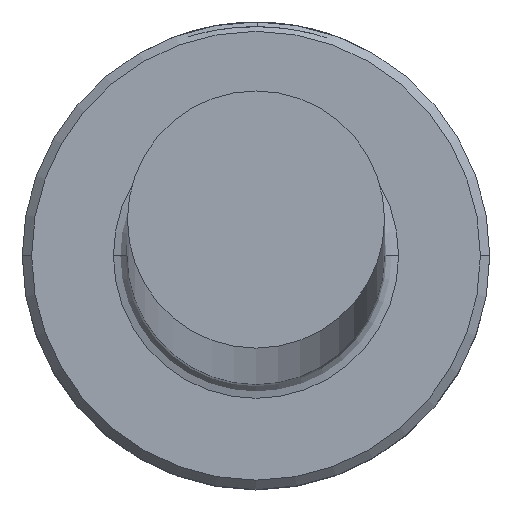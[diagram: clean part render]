
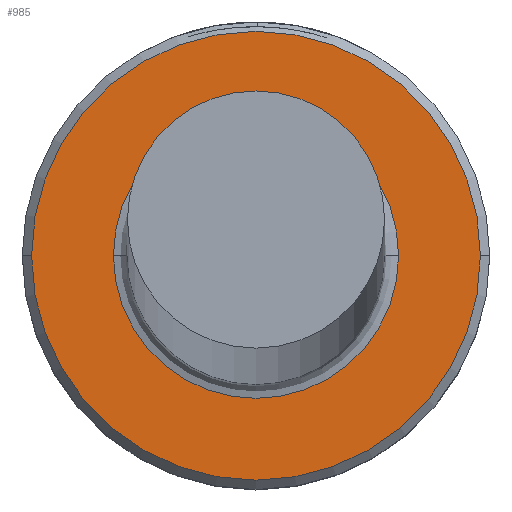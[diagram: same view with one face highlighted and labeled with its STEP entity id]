
A CAD part, top view. The second image highlights one B-rep face of the part: STEP entity #985.
In plain terms, the highlighted planar face has unit normal (0, 0, 1).
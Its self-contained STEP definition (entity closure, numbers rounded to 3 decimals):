
#99 = CARTESIAN_POINT ( 'NONE',  ( 0., 0., 6. ) ) ;
#105 = CARTESIAN_POINT ( 'NONE',  ( 0., 0., 6. ) ) ;
#201 = DIRECTION ( 'NONE',  ( 0., 0., 1. ) ) ;
#212 = DIRECTION ( 'NONE',  ( 1., 0., 0. ) ) ;
#227 = CARTESIAN_POINT ( 'NONE',  ( 0., 0., 6. ) ) ;
#265 = AXIS2_PLACEMENT_3D ( 'NONE', #1090, #593, #1170 ) ;
#272 = AXIS2_PLACEMENT_3D ( 'NONE', #227, #874, #322 ) ;
#283 = AXIS2_PLACEMENT_3D ( 'NONE', #105, #777, #212 ) ;
#322 = DIRECTION ( 'NONE',  ( -1., 0., 0. ) ) ;
#339 = AXIS2_PLACEMENT_3D ( 'NONE', #99, #201, #857 ) ;
#354 = CIRCLE ( 'NONE', #272, 3.05 ) ;
#445 = CARTESIAN_POINT ( 'NONE',  ( -4.8, 0., 6. ) ) ;
#451 = FACE_OUTER_BOUND ( 'NONE', #801, .T. ) ;
#461 = CARTESIAN_POINT ( 'NONE',  ( 0., 0., 6. ) ) ;
#506 = EDGE_CURVE ( 'NONE', #951, #991, #354, .T. ) ;
#507 = CARTESIAN_POINT ( 'NONE',  ( 3.05, 0., 6. ) ) ;
#560 = DIRECTION ( 'NONE',  ( 1., 0., 0. ) ) ;
#562 = ORIENTED_EDGE ( 'NONE', *, *, #506, .T. ) ;
#593 = DIRECTION ( 'NONE',  ( 0., 0., -1. ) ) ;
#601 = CIRCLE ( 'NONE', #848, 4.8 ) ;
#621 = CIRCLE ( 'NONE', #283, 4.8 ) ;
#664 = ORIENTED_EDGE ( 'NONE', *, *, #987, .T. ) ;
#673 = VERTEX_POINT ( 'NONE', #1120 ) ;
#697 = EDGE_LOOP ( 'NONE', ( #664, #562 ) ) ;
#705 = FACE_BOUND ( 'NONE', #697, .T. ) ;
#733 = VERTEX_POINT ( 'NONE', #445 ) ;
#770 = PLANE ( 'NONE',  #339 ) ;
#773 = ORIENTED_EDGE ( 'NONE', *, *, #1099, .T. ) ;
#777 = DIRECTION ( 'NONE',  ( 0., 0., 1. ) ) ;
#779 = EDGE_CURVE ( 'NONE', #733, #673, #601, .T. ) ;
#801 = EDGE_LOOP ( 'NONE', ( #1097, #773 ) ) ;
#848 = AXIS2_PLACEMENT_3D ( 'NONE', #461, #1065, #560 ) ;
#857 = DIRECTION ( 'NONE',  ( 1., 0., 0. ) ) ;
#874 = DIRECTION ( 'NONE',  ( 0., 0., -1. ) ) ;
#900 = CIRCLE ( 'NONE', #265, 3.05 ) ;
#951 = VERTEX_POINT ( 'NONE', #507 ) ;
#985 = ADVANCED_FACE ( 'NONE', ( #451, #705 ), #770, .T. ) ;
#987 = EDGE_CURVE ( 'NONE', #991, #951, #900, .T. ) ;
#991 = VERTEX_POINT ( 'NONE', #1018 ) ;
#1018 = CARTESIAN_POINT ( 'NONE',  ( -3.05, 0., 6. ) ) ;
#1065 = DIRECTION ( 'NONE',  ( 0., 0., 1. ) ) ;
#1090 = CARTESIAN_POINT ( 'NONE',  ( 0., 0., 6. ) ) ;
#1097 = ORIENTED_EDGE ( 'NONE', *, *, #779, .T. ) ;
#1099 = EDGE_CURVE ( 'NONE', #673, #733, #621, .T. ) ;
#1120 = CARTESIAN_POINT ( 'NONE',  ( 4.8, 0., 6. ) ) ;
#1170 = DIRECTION ( 'NONE',  ( -1., 0., 0. ) ) ;
